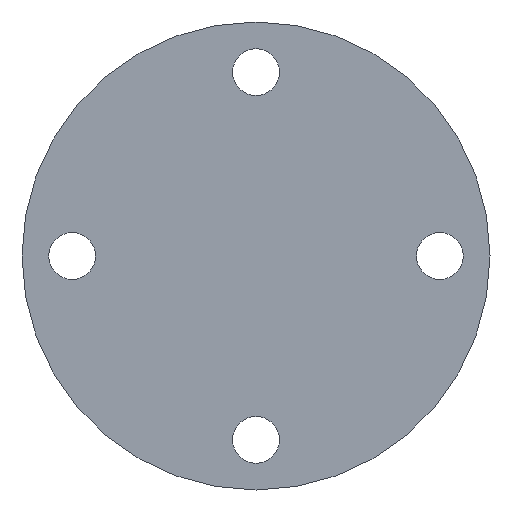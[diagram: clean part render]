
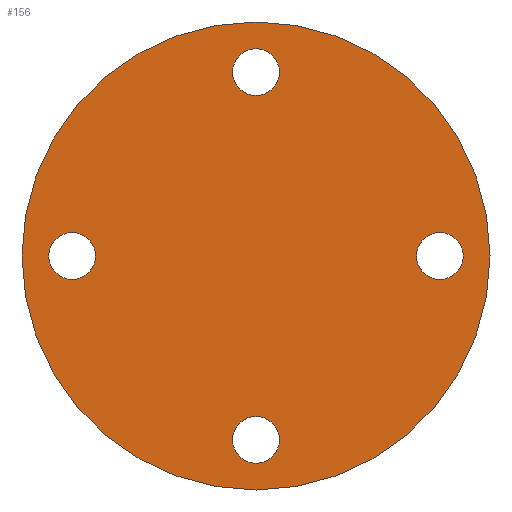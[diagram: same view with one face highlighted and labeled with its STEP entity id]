
A CAD part, front view. The second image highlights one B-rep face of the part: STEP entity #156.
In plain terms, the highlighted planar face has unit normal (0, -1, 0).
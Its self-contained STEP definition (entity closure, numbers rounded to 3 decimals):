
#4 = EDGE_CURVE ( 'NONE', #471, #264, #399, .T. ) ;
#7 = FACE_BOUND ( 'NONE', #234, .T. ) ;
#8 = CIRCLE ( 'NONE', #185, 7. ) ;
#12 = EDGE_CURVE ( 'NONE', #457, #416, #39, .T. ) ;
#15 = VERTEX_POINT ( 'NONE', #279 ) ;
#19 = DIRECTION ( 'NONE',  ( 0., 0., 1. ) ) ;
#25 = CARTESIAN_POINT ( 'NONE',  ( 0., 0., -55. ) ) ;
#28 = CARTESIAN_POINT ( 'NONE',  ( -55., 0., 0. ) ) ;
#31 = CIRCLE ( 'NONE', #464, 7. ) ;
#39 = CIRCLE ( 'NONE', #212, 7. ) ;
#46 = ORIENTED_EDGE ( 'NONE', *, *, #315, .T. ) ;
#50 = CARTESIAN_POINT ( 'NONE',  ( 55., 0., 0. ) ) ;
#51 = EDGE_LOOP ( 'NONE', ( #154, #383 ) ) ;
#54 = ORIENTED_EDGE ( 'NONE', *, *, #357, .T. ) ;
#62 = CARTESIAN_POINT ( 'NONE',  ( 48., 0., 0. ) ) ;
#64 = CARTESIAN_POINT ( 'NONE',  ( -48., 0., 0. ) ) ;
#74 = VERTEX_POINT ( 'NONE', #437 ) ;
#76 = EDGE_LOOP ( 'NONE', ( #165, #54 ) ) ;
#81 = DIRECTION ( 'NONE',  ( -1., 0., 0. ) ) ;
#89 = CIRCLE ( 'NONE', #444, 7. ) ;
#91 = DIRECTION ( 'NONE',  ( 1., 0., 0. ) ) ;
#94 = DIRECTION ( 'NONE',  ( 0., 1., 0. ) ) ;
#96 = AXIS2_PLACEMENT_3D ( 'NONE', #50, #326, #81 ) ;
#101 = CARTESIAN_POINT ( 'NONE',  ( 0., 0., -62. ) ) ;
#110 = EDGE_LOOP ( 'NONE', ( #46, #426 ) ) ;
#121 = DIRECTION ( 'NONE',  ( 0., 0., -1. ) ) ;
#122 = AXIS2_PLACEMENT_3D ( 'NONE', #25, #386, #166 ) ;
#126 = EDGE_CURVE ( 'NONE', #335, #287, #237, .T. ) ;
#130 = CARTESIAN_POINT ( 'NONE',  ( 0., 0., 0. ) ) ;
#140 = VERTEX_POINT ( 'NONE', #380 ) ;
#148 = CARTESIAN_POINT ( 'NONE',  ( 0., 0., 0. ) ) ;
#151 = FACE_BOUND ( 'NONE', #110, .T. ) ;
#153 = AXIS2_PLACEMENT_3D ( 'NONE', #168, #271, #19 ) ;
#154 = ORIENTED_EDGE ( 'NONE', *, *, #428, .T. ) ;
#156 = ADVANCED_FACE ( 'NONE', ( #289, #441, #7, #151, #440 ), #330, .F. ) ;
#165 = ORIENTED_EDGE ( 'NONE', *, *, #12, .T. ) ;
#166 = DIRECTION ( 'NONE',  ( 0., 0., 1. ) ) ;
#168 = CARTESIAN_POINT ( 'NONE',  ( 0., 0., -55. ) ) ;
#169 = DIRECTION ( 'NONE',  ( 0., 1., 0. ) ) ;
#173 = CARTESIAN_POINT ( 'NONE',  ( 0., 0., 55. ) ) ;
#185 = AXIS2_PLACEMENT_3D ( 'NONE', #276, #267, #302 ) ;
#190 = AXIS2_PLACEMENT_3D ( 'NONE', #390, #361, #207 ) ;
#195 = AXIS2_PLACEMENT_3D ( 'NONE', #421, #94, #91 ) ;
#207 = DIRECTION ( 'NONE',  ( 0., 0., 1. ) ) ;
#210 = CARTESIAN_POINT ( 'NONE',  ( 0., 0., -70. ) ) ;
#212 = AXIS2_PLACEMENT_3D ( 'NONE', #28, #169, #311 ) ;
#224 = VERTEX_POINT ( 'NONE', #101 ) ;
#234 = EDGE_LOOP ( 'NONE', ( #238, #275 ) ) ;
#237 = CIRCLE ( 'NONE', #96, 7. ) ;
#238 = ORIENTED_EDGE ( 'NONE', *, *, #352, .T. ) ;
#264 = VERTEX_POINT ( 'NONE', #351 ) ;
#267 = DIRECTION ( 'NONE',  ( 0., 1., 0. ) ) ;
#270 = ORIENTED_EDGE ( 'NONE', *, *, #391, .F. ) ;
#271 = DIRECTION ( 'NONE',  ( 0., 1., 0. ) ) ;
#272 = EDGE_LOOP ( 'NONE', ( #378, #270 ) ) ;
#275 = ORIENTED_EDGE ( 'NONE', *, *, #126, .T. ) ;
#276 = CARTESIAN_POINT ( 'NONE',  ( 55., 0., 0. ) ) ;
#277 = EDGE_CURVE ( 'NONE', #140, #74, #31, .T. ) ;
#279 = CARTESIAN_POINT ( 'NONE',  ( 0., 0., -48. ) ) ;
#287 = VERTEX_POINT ( 'NONE', #62 ) ;
#288 = CIRCLE ( 'NONE', #195, 7. ) ;
#289 = FACE_BOUND ( 'NONE', #76, .T. ) ;
#290 = DIRECTION ( 'NONE',  ( 0., 1., 0. ) ) ;
#291 = EDGE_CURVE ( 'NONE', #224, #15, #470, .T. ) ;
#302 = DIRECTION ( 'NONE',  ( -1., 0., 0. ) ) ;
#311 = DIRECTION ( 'NONE',  ( 1., 0., 0. ) ) ;
#312 = DIRECTION ( 'NONE',  ( 0., 1., 0. ) ) ;
#315 = EDGE_CURVE ( 'NONE', #15, #224, #394, .T. ) ;
#316 = DIRECTION ( 'NONE',  ( 0., 0., 1. ) ) ;
#326 = DIRECTION ( 'NONE',  ( 0., 1., 0. ) ) ;
#330 = PLANE ( 'NONE',  #424 ) ;
#335 = VERTEX_POINT ( 'NONE', #341 ) ;
#341 = CARTESIAN_POINT ( 'NONE',  ( 62., 0., 0. ) ) ;
#351 = CARTESIAN_POINT ( 'NONE',  ( 0., 0., 70. ) ) ;
#352 = EDGE_CURVE ( 'NONE', #287, #335, #8, .T. ) ;
#357 = EDGE_CURVE ( 'NONE', #416, #457, #288, .T. ) ;
#361 = DIRECTION ( 'NONE',  ( 0., 1., 0. ) ) ;
#376 = DIRECTION ( 'NONE',  ( 0., 0., 1. ) ) ;
#378 = ORIENTED_EDGE ( 'NONE', *, *, #4, .F. ) ;
#380 = CARTESIAN_POINT ( 'NONE',  ( 0., 0., 62. ) ) ;
#383 = ORIENTED_EDGE ( 'NONE', *, *, #277, .T. ) ;
#384 = CARTESIAN_POINT ( 'NONE',  ( 0., 0., 55. ) ) ;
#386 = DIRECTION ( 'NONE',  ( 0., 1., 0. ) ) ;
#390 = CARTESIAN_POINT ( 'NONE',  ( 0., 0., 0. ) ) ;
#391 = EDGE_CURVE ( 'NONE', #264, #471, #404, .T. ) ;
#394 = CIRCLE ( 'NONE', #153, 7. ) ;
#399 = CIRCLE ( 'NONE', #190, 70. ) ;
#404 = CIRCLE ( 'NONE', #462, 70. ) ;
#416 = VERTEX_POINT ( 'NONE', #466 ) ;
#420 = DIRECTION ( 'NONE',  ( 0., 1., 0. ) ) ;
#421 = CARTESIAN_POINT ( 'NONE',  ( -55., 0., 0. ) ) ;
#424 = AXIS2_PLACEMENT_3D ( 'NONE', #148, #290, #376 ) ;
#426 = ORIENTED_EDGE ( 'NONE', *, *, #291, .T. ) ;
#428 = EDGE_CURVE ( 'NONE', #74, #140, #89, .T. ) ;
#430 = DIRECTION ( 'NONE',  ( 0., 0., -1. ) ) ;
#433 = DIRECTION ( 'NONE',  ( 0., 1., 0. ) ) ;
#437 = CARTESIAN_POINT ( 'NONE',  ( 0., 0., 48. ) ) ;
#440 = FACE_OUTER_BOUND ( 'NONE', #272, .T. ) ;
#441 = FACE_BOUND ( 'NONE', #51, .T. ) ;
#444 = AXIS2_PLACEMENT_3D ( 'NONE', #173, #433, #430 ) ;
#457 = VERTEX_POINT ( 'NONE', #64 ) ;
#462 = AXIS2_PLACEMENT_3D ( 'NONE', #130, #312, #316 ) ;
#464 = AXIS2_PLACEMENT_3D ( 'NONE', #384, #420, #121 ) ;
#466 = CARTESIAN_POINT ( 'NONE',  ( -62., 0., 0. ) ) ;
#470 = CIRCLE ( 'NONE', #122, 7. ) ;
#471 = VERTEX_POINT ( 'NONE', #210 ) ;
